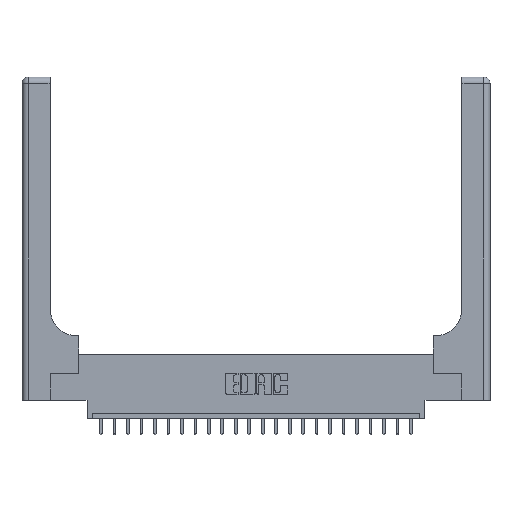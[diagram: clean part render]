
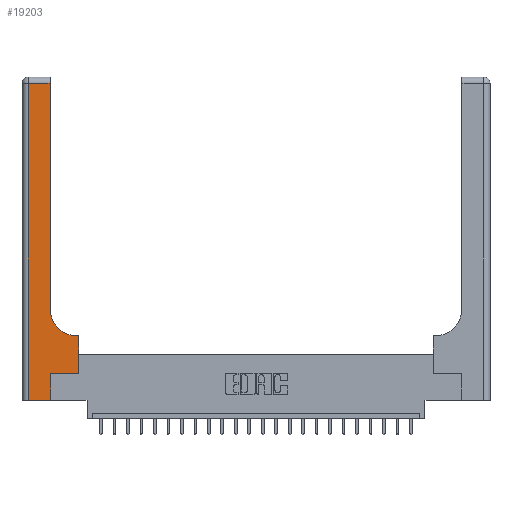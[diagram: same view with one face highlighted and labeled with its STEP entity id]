
A CAD part, top view. The second image highlights one B-rep face of the part: STEP entity #19203.
In plain terms, the highlighted planar face has unit normal (0, 0, 1).
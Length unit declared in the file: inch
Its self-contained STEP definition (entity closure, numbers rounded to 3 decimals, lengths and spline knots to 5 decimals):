
#371 = LINE ( 'NONE', #16715, #12699 ) ;
#422 = ORIENTED_EDGE ( 'NONE', *, *, #22187, .T. ) ;
#757 = VERTEX_POINT ( 'NONE', #22203 ) ;
#1158 = VERTEX_POINT ( 'NONE', #9941 ) ;
#1770 = DIRECTION ( 'NONE',  ( 1., 0., 0. ) ) ;
#1830 = VECTOR ( 'NONE', #10968, 39.37008 ) ;
#2173 = EDGE_CURVE ( 'NONE', #4622, #20504, #16462, .T. ) ;
#2242 = ORIENTED_EDGE ( 'NONE', *, *, #4602, .T. ) ;
#2335 = EDGE_LOOP ( 'NONE', ( #19663, #8766, #4080, #20900, #2242, #5649, #3270, #16315, #422 ) ) ;
#3270 = ORIENTED_EDGE ( 'NONE', *, *, #2173, .T. ) ;
#3350 = VERTEX_POINT ( 'NONE', #15373 ) ;
#3715 = CARTESIAN_POINT ( 'NONE',  ( 0.265, 0., 0.37 ) ) ;
#3722 = LINE ( 'NONE', #21441, #1830 ) ;
#3758 = CARTESIAN_POINT ( 'NONE',  ( 0.528, 0.6, 0.37 ) ) ;
#4080 = ORIENTED_EDGE ( 'NONE', *, *, #17445, .T. ) ;
#4112 = VECTOR ( 'NONE', #9745, 39.37008 ) ;
#4602 = EDGE_CURVE ( 'NONE', #12261, #18048, #21909, .T. ) ;
#4622 = VERTEX_POINT ( 'NONE', #7494 ) ;
#4791 = CARTESIAN_POINT ( 'NONE',  ( 0.06, 3., 0.37 ) ) ;
#5586 = CARTESIAN_POINT ( 'NONE',  ( 0., 3., 0.37 ) ) ;
#5649 = ORIENTED_EDGE ( 'NONE', *, *, #6107, .T. ) ;
#5832 = CARTESIAN_POINT ( 'NONE',  ( 0.265, 0., 0.37 ) ) ;
#6107 = EDGE_CURVE ( 'NONE', #18048, #4622, #14998, .T. ) ;
#6559 = LINE ( 'NONE', #16504, #4112 ) ;
#6565 = EDGE_CURVE ( 'NONE', #20504, #22361, #3722, .T. ) ;
#7494 = CARTESIAN_POINT ( 'NONE',  ( 0.528, 0.25, 0.37 ) ) ;
#7600 = EDGE_CURVE ( 'NONE', #3350, #17982, #14929, .T. ) ;
#7739 = CARTESIAN_POINT ( 'NONE',  ( 0.06, 2.94, 0.37 ) ) ;
#7767 = CIRCLE ( 'NONE', #9873, 0.25 ) ;
#7815 = CARTESIAN_POINT ( 'NONE',  ( 0.265, 0.25, 0.37 ) ) ;
#8766 = ORIENTED_EDGE ( 'NONE', *, *, #7600, .T. ) ;
#9705 = VECTOR ( 'NONE', #11799, 39.37008 ) ;
#9745 = DIRECTION ( 'NONE',  ( 1., 0., 0. ) ) ;
#9873 = AXIS2_PLACEMENT_3D ( 'NONE', #10727, #12353, #1770 ) ;
#9941 = CARTESIAN_POINT ( 'NONE',  ( 0.26, 0.85, 0.37 ) ) ;
#10412 = CARTESIAN_POINT ( 'NONE',  ( 0.528, 0.25, 0.37 ) ) ;
#10727 = CARTESIAN_POINT ( 'NONE',  ( 0.51, 0.85, 0.37 ) ) ;
#10867 = VECTOR ( 'NONE', #11287, 39.37008 ) ;
#10968 = DIRECTION ( 'NONE',  ( -1., 0., 0. ) ) ;
#11287 = DIRECTION ( 'NONE',  ( 1., 0., 0. ) ) ;
#11799 = DIRECTION ( 'NONE',  ( -1., 0., 0. ) ) ;
#12179 = DIRECTION ( 'NONE',  ( 0., 1., 0. ) ) ;
#12261 = VERTEX_POINT ( 'NONE', #3715 ) ;
#12353 = DIRECTION ( 'NONE',  ( 0., 0., -1. ) ) ;
#12631 = LINE ( 'NONE', #4791, #15927 ) ;
#12699 = VECTOR ( 'NONE', #16861, 39.37008 ) ;
#12720 = PLANE ( 'NONE',  #16165 ) ;
#14634 = CARTESIAN_POINT ( 'NONE',  ( 0.51, 0.6, 0.37 ) ) ;
#14929 = LINE ( 'NONE', #15341, #9705 ) ;
#14998 = LINE ( 'NONE', #21628, #10867 ) ;
#15341 = CARTESIAN_POINT ( 'NONE',  ( 0., 2.94, 0.37 ) ) ;
#15373 = CARTESIAN_POINT ( 'NONE',  ( 0.26, 2.94, 0.37 ) ) ;
#15623 = VECTOR ( 'NONE', #19518, 39.37008 ) ;
#15927 = VECTOR ( 'NONE', #20540, 39.37008 ) ;
#16165 = AXIS2_PLACEMENT_3D ( 'NONE', #5586, #17965, #16236 ) ;
#16236 = DIRECTION ( 'NONE',  ( -1., 0., 0. ) ) ;
#16288 = EDGE_CURVE ( 'NONE', #1158, #3350, #371, .T. ) ;
#16315 = ORIENTED_EDGE ( 'NONE', *, *, #6565, .T. ) ;
#16462 = LINE ( 'NONE', #10412, #18325 ) ;
#16504 = CARTESIAN_POINT ( 'NONE',  ( 0., 0., 0.37 ) ) ;
#16715 = CARTESIAN_POINT ( 'NONE',  ( 0.26, 3., 0.37 ) ) ;
#16861 = DIRECTION ( 'NONE',  ( 0., 1., 0. ) ) ;
#17445 = EDGE_CURVE ( 'NONE', #17982, #757, #12631, .T. ) ;
#17965 = DIRECTION ( 'NONE',  ( 0., 0., -1. ) ) ;
#17972 = EDGE_CURVE ( 'NONE', #757, #12261, #6559, .T. ) ;
#17982 = VERTEX_POINT ( 'NONE', #7739 ) ;
#18048 = VERTEX_POINT ( 'NONE', #7815 ) ;
#18325 = VECTOR ( 'NONE', #12179, 39.37008 ) ;
#19203 = ADVANCED_FACE ( 'NONE', ( #22379 ), #12720, .F. ) ;
#19518 = DIRECTION ( 'NONE',  ( 0., 1., 0. ) ) ;
#19663 = ORIENTED_EDGE ( 'NONE', *, *, #16288, .T. ) ;
#20504 = VERTEX_POINT ( 'NONE', #3758 ) ;
#20540 = DIRECTION ( 'NONE',  ( 0., -1., 0. ) ) ;
#20900 = ORIENTED_EDGE ( 'NONE', *, *, #17972, .T. ) ;
#21441 = CARTESIAN_POINT ( 'NONE',  ( 0.26, 0.6, 0.37 ) ) ;
#21628 = CARTESIAN_POINT ( 'NONE',  ( 0.265, 0.25, 0.37 ) ) ;
#21909 = LINE ( 'NONE', #5832, #15623 ) ;
#22187 = EDGE_CURVE ( 'NONE', #22361, #1158, #7767, .T. ) ;
#22203 = CARTESIAN_POINT ( 'NONE',  ( 0.06, 0., 0.37 ) ) ;
#22361 = VERTEX_POINT ( 'NONE', #14634 ) ;
#22379 = FACE_OUTER_BOUND ( 'NONE', #2335, .T. ) ;
